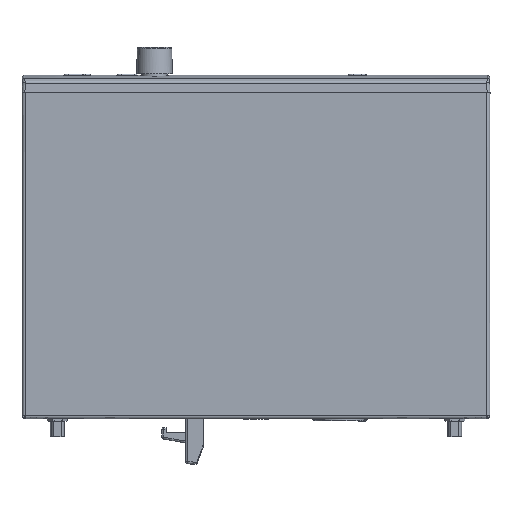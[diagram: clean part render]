
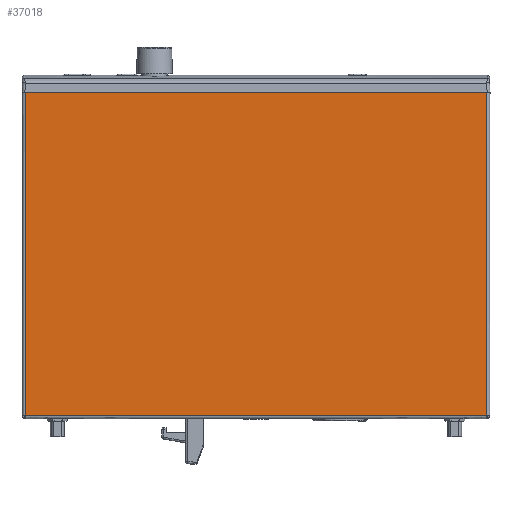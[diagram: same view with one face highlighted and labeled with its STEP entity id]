
A CAD part, top view. The second image highlights one B-rep face of the part: STEP entity #37018.
In plain terms, the highlighted free-form (B-spline) face has degree [1, 1] with [2, 2] control points.
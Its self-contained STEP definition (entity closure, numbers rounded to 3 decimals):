
#36539=CARTESIAN_POINT('',(-284.736,-252.468,227.456));
#36540=VERTEX_POINT('',#36539);
#36605=CARTESIAN_POINT('',(-284.736,-106.068,227.456));
#36606=VERTEX_POINT('',#36605);
#36607=CARTESIAN_POINT('',(-284.736,-106.068,227.456));
#36608=CARTESIAN_POINT('',(-284.736,-252.468,227.456));
#36609=B_SPLINE_CURVE_WITH_KNOTS('',1,(#36607,#36608),.UNSPECIFIED.,.F.,.F.,(2,2),(0.0,146.4),.UNSPECIFIED.);
#36610=EDGE_CURVE('',#36606,#36540,#36609,.T.);
#36991=CARTESIAN_POINT('',(-494.036,-106.068,227.456));
#36992=CARTESIAN_POINT('',(-494.036,-252.468,227.456));
#36993=CARTESIAN_POINT('',(-284.736,-106.068,227.456));
#36994=CARTESIAN_POINT('',(-284.736,-252.468,227.456));
#36995=B_SPLINE_SURFACE_WITH_KNOTS('',1,1,((#36991,#36992),(#36993,#36994)),.UNSPECIFIED.,.F.,.F.,.U.,(2,2),(2,2),(0.,209.3),(0.0,146.4),.UNSPECIFIED.);
#36996=ORIENTED_EDGE('',*,*,#36610,.F.);
#36997=CARTESIAN_POINT('',(-494.036,-106.068,227.456));
#36998=VERTEX_POINT('',#36997);
#36999=CARTESIAN_POINT('',(-494.036,-106.068,227.456));
#37000=CARTESIAN_POINT('',(-284.736,-106.068,227.456));
#37001=B_SPLINE_CURVE_WITH_KNOTS('',1,(#36999,#37000),.UNSPECIFIED.,.F.,.F.,(2,2),(0.0,209.3),.UNSPECIFIED.);
#37002=EDGE_CURVE('',#36998,#36606,#37001,.T.);
#37003=ORIENTED_EDGE('',*,*,#37002,.F.);
#37004=CARTESIAN_POINT('',(-494.036,-252.468,227.456));
#37005=VERTEX_POINT('',#37004);
#37006=CARTESIAN_POINT('',(-494.036,-252.468,227.456));
#37007=CARTESIAN_POINT('',(-494.036,-106.068,227.456));
#37008=B_SPLINE_CURVE_WITH_KNOTS('',1,(#37006,#37007),.UNSPECIFIED.,.F.,.F.,(2,2),(0.0,146.4),.UNSPECIFIED.);
#37009=EDGE_CURVE('',#37005,#36998,#37008,.T.);
#37010=ORIENTED_EDGE('',*,*,#37009,.F.);
#37011=CARTESIAN_POINT('',(-284.736,-252.468,227.456));
#37012=CARTESIAN_POINT('',(-494.036,-252.468,227.456));
#37013=B_SPLINE_CURVE_WITH_KNOTS('',1,(#37011,#37012),.UNSPECIFIED.,.F.,.F.,(2,2),(0.0,209.3),.UNSPECIFIED.);
#37014=EDGE_CURVE('',#36540,#37005,#37013,.T.);
#37015=ORIENTED_EDGE('',*,*,#37014,.F.);
#37016=EDGE_LOOP('',(#36996,#37003,#37010,#37015));
#37017=FACE_BOUND('',#37016,.T.);
#37018=ADVANCED_FACE('',(#37017),#36995,.F.);
